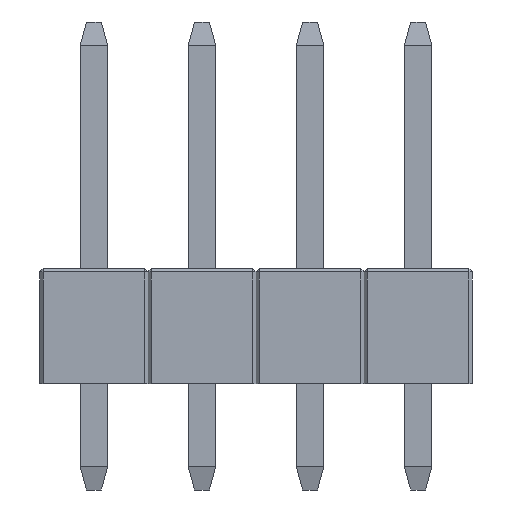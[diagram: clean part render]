
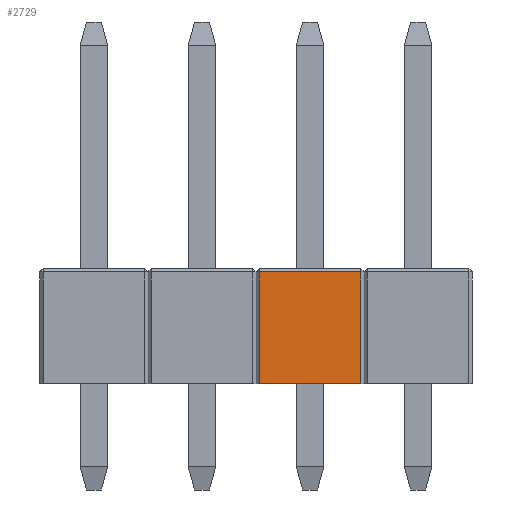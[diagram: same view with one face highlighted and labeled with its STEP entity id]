
A CAD part, left-side view. The second image highlights one B-rep face of the part: STEP entity #2729.
In plain terms, the highlighted planar face has unit normal (-1, 0, 0).
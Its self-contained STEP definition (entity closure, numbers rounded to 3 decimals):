
#317 = CARTESIAN_POINT ( 'NONE',  ( -1.27, 1.345, 2.625 ) ) ;
#375 = VECTOR ( 'NONE', #3318, 1000. ) ;
#507 = VERTEX_POINT ( 'NONE', #4959 ) ;
#536 = DIRECTION ( 'NONE',  ( 0., 0., 1. ) ) ;
#1059 = VECTOR ( 'NONE', #536, 1000. ) ;
#1188 = CARTESIAN_POINT ( 'NONE',  ( -1.27, 3.81, 2.625 ) ) ;
#1262 = LINE ( 'NONE', #1188, #2969 ) ;
#1377 = ORIENTED_EDGE ( 'NONE', *, *, #2924, .T. ) ;
#1484 = CARTESIAN_POINT ( 'NONE',  ( -1.27, 3.735, 2.7 ) ) ;
#2080 = VERTEX_POINT ( 'NONE', #4924 ) ;
#2240 = VERTEX_POINT ( 'NONE', #4823 ) ;
#2650 = EDGE_CURVE ( 'NONE', #2240, #2080, #3455, .T. ) ;
#2691 = LINE ( 'NONE', #5077, #1059 ) ;
#2729 = ADVANCED_FACE ( 'NONE', ( #4901 ), #5825, .F. ) ;
#2924 = EDGE_CURVE ( 'NONE', #507, #2240, #3784, .T. ) ;
#2969 = VECTOR ( 'NONE', #2997, 1000. ) ;
#2997 = DIRECTION ( 'NONE',  ( 0., 1., 0. ) ) ;
#3073 = AXIS2_PLACEMENT_3D ( 'NONE', #4414, #4141, #4653 ) ;
#3262 = EDGE_LOOP ( 'NONE', ( #4202, #5442, #3272, #1377 ) ) ;
#3272 = ORIENTED_EDGE ( 'NONE', *, *, #3682, .T. ) ;
#3318 = DIRECTION ( 'NONE',  ( 0., 0., -1. ) ) ;
#3455 = LINE ( 'NONE', #5236, #5885 ) ;
#3500 = EDGE_CURVE ( 'NONE', #2080, #5157, #2691, .T. ) ;
#3682 = EDGE_CURVE ( 'NONE', #5157, #507, #1262, .T. ) ;
#3784 = LINE ( 'NONE', #1484, #375 ) ;
#4141 = DIRECTION ( 'NONE',  ( 1., 0., 0. ) ) ;
#4202 = ORIENTED_EDGE ( 'NONE', *, *, #2650, .T. ) ;
#4414 = CARTESIAN_POINT ( 'NONE',  ( -1.27, 3.81, 2.7 ) ) ;
#4653 = DIRECTION ( 'NONE',  ( 0., 0., -1. ) ) ;
#4823 = CARTESIAN_POINT ( 'NONE',  ( -1.27, 3.735, 0. ) ) ;
#4901 = FACE_OUTER_BOUND ( 'NONE', #3262, .T. ) ;
#4924 = CARTESIAN_POINT ( 'NONE',  ( -1.27, 1.345, 0. ) ) ;
#4959 = CARTESIAN_POINT ( 'NONE',  ( -1.27, 3.735, 2.625 ) ) ;
#5077 = CARTESIAN_POINT ( 'NONE',  ( -1.27, 1.345, 2.7 ) ) ;
#5157 = VERTEX_POINT ( 'NONE', #317 ) ;
#5176 = DIRECTION ( 'NONE',  ( 0., -1., 0. ) ) ;
#5236 = CARTESIAN_POINT ( 'NONE',  ( -1.27, 3.81, 0. ) ) ;
#5442 = ORIENTED_EDGE ( 'NONE', *, *, #3500, .T. ) ;
#5825 = PLANE ( 'NONE',  #3073 ) ;
#5885 = VECTOR ( 'NONE', #5176, 1000. ) ;
